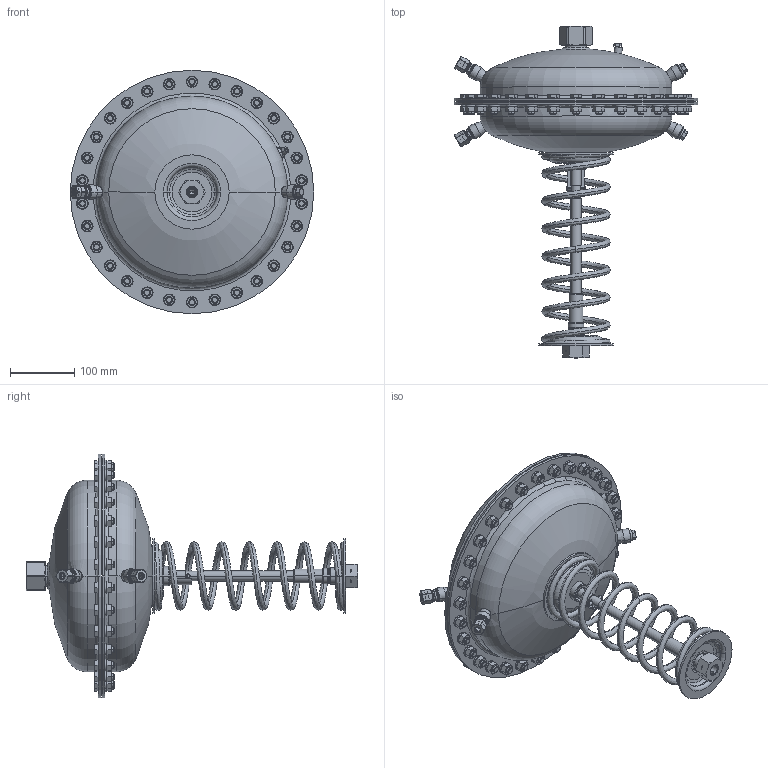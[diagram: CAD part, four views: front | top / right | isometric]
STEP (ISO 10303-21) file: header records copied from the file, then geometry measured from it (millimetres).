
FILE_DESCRIPTION((''),'2;1');
FILE_NAME('003G1018_ASM','2015-03-30T',('u317927'),('Danfoss'),'PRO/ENGINEER BY PARAMETRIC TECHNOLOGY CORPORATION, 2014000','PRO/ENGINEER BY PARAMETRIC TECHNOLOGY CORPORATION, 2014000','');
FILE_SCHEMA(('CONFIG_CONTROL_DESIGN'));
Length unit declared in the file: millimetre
Products named in the file (32): 8863074; 8881045; 88630790; 8863040; VAR_8863041; VAR_88630410; VAR_8863041_0; 8863041_ASM; 8863076; 88630750; VAR_88630430; VAR_88630430_2; 8863043_ASM; 8863013; 8863006; 5181800; 5201750; 5191734; 8863058; 8863069; 8863023; 8863011; 8539087; 88630710; TESNILO_18X14; VIJAK_G1L4X12_ZAPIRALNI; 8863078; PRIKLJUCEK_MATICA; PRIKLJUCEK_VST; PRIKLJUCEK_3_ASM; 5221571; 003G1018_ASM
Assembly tree (130 placements, depth 3):
  003G1018_ASM
    8863041_ASM
      8863074
      8881045  x2
      88630790
      8863040
      VAR_8863041  x2
      VAR_88630410
      VAR_8863041_0
    8863043_ASM
      8863076
      8881045  x2
      88630750
      VAR_8863041  x2
      VAR_88630430
      VAR_88630430_2
    8863013
    8863006
    5181800  x30
    5201750  x30
    5191734  x30
    8863058
    8863069
    8863023
    8863011
    8539087
    88630710  x2
    TESNILO_18X14  x4
    VIJAK_G1L4X12_ZAPIRALNI  x2
    PRIKLJUCEK_3_ASM  x2
      8863078
      PRIKLJUCEK_MATICA
      PRIKLJUCEK_VST
    5221571
Bounding box: 380 x 518 x 380 mm (x, y, z)
Volume: 1764639.5 mm3; surface area: 952412.5 mm2
Topology: 130 solids, 183 shells, 2861 faces, 6321 edges, 3834 vertices
Faces by surface type: cone 950, cylinder 870, plane 833, torus 163, bspline 32, sphere 13
Entity records: 50008 total; most frequent: CARTESIAN_POINT 28029, DIRECTION 4978, ORIENTED_EDGE 3986, AXIS2_PLACEMENT_3D 2156, EDGE_CURVE 2025, VERTEX_POINT 1245, CIRCLE 1111, EDGE_LOOP 1074
